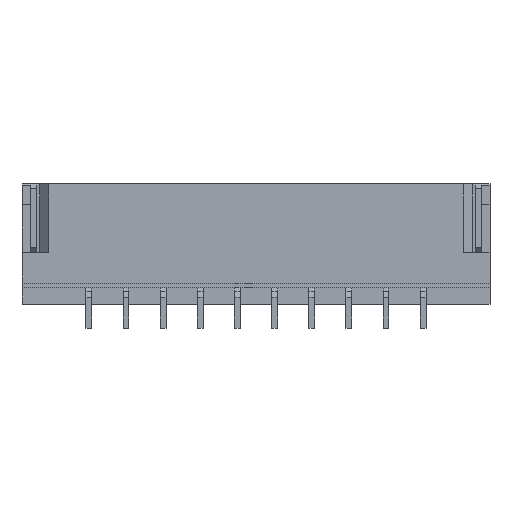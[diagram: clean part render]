
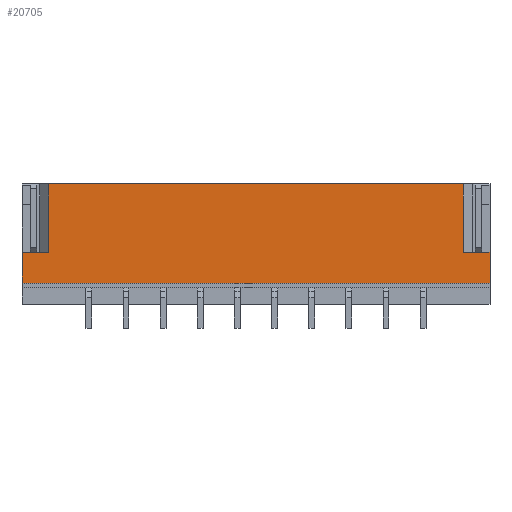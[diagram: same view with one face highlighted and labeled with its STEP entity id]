
A CAD part, front view. The second image highlights one B-rep face of the part: STEP entity #20705.
In plain terms, the highlighted planar face has unit normal (0, -1, 0).
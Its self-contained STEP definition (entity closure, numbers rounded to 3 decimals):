
#169 = ORIENTED_EDGE ( 'NONE', *, *, #3114, .T. ) ;
#777 = DIRECTION ( 'NONE',  ( -1., 0., 0. ) ) ;
#847 = CARTESIAN_POINT ( 'NONE',  ( -7.875, 0.18, 0. ) ) ;
#852 = LINE ( 'NONE', #12226, #2363 ) ;
#868 = ORIENTED_EDGE ( 'NONE', *, *, #16721, .F. ) ;
#946 = DIRECTION ( 'NONE',  ( -1., 0., 0. ) ) ;
#1619 = VECTOR ( 'NONE', #10428, 1000. ) ;
#2363 = VECTOR ( 'NONE', #8959, 1000. ) ;
#2392 = CARTESIAN_POINT ( 'NONE',  ( -7.875, 0.18, -0.275 ) ) ;
#2625 = VERTEX_POINT ( 'NONE', #7196 ) ;
#2683 = PLANE ( 'NONE',  #15062 ) ;
#2833 = CARTESIAN_POINT ( 'NONE',  ( 7.275, 0.18, -0.275 ) ) ;
#2869 = LINE ( 'NONE', #20315, #8925 ) ;
#2900 = VERTEX_POINT ( 'NONE', #19527 ) ;
#3114 = EDGE_CURVE ( 'NONE', #8026, #15414, #11736, .T. ) ;
#3645 = VECTOR ( 'NONE', #6283, 1000. ) ;
#3961 = DIRECTION ( 'NONE',  ( 0., 1., 0. ) ) ;
#3974 = EDGE_CURVE ( 'NONE', #2900, #10586, #17252, .T. ) ;
#4504 = ORIENTED_EDGE ( 'NONE', *, *, #3974, .T. ) ;
#4683 = CARTESIAN_POINT ( 'NONE',  ( -6.975, 0.18, -0.275 ) ) ;
#5373 = VECTOR ( 'NONE', #15725, 1000. ) ;
#5780 = DIRECTION ( 'NONE',  ( 0., 0., 1. ) ) ;
#6283 = DIRECTION ( 'NONE',  ( -1., 0., 0. ) ) ;
#6744 = EDGE_CURVE ( 'NONE', #15414, #14558, #18950, .T. ) ;
#6789 = ORIENTED_EDGE ( 'NONE', *, *, #20665, .F. ) ;
#7196 = CARTESIAN_POINT ( 'NONE',  ( -7.875, 0.18, -1.315 ) ) ;
#7342 = VERTEX_POINT ( 'NONE', #15298 ) ;
#7697 = LINE ( 'NONE', #16008, #3645 ) ;
#7760 = EDGE_CURVE ( 'NONE', #19023, #2625, #7697, .T. ) ;
#8026 = VERTEX_POINT ( 'NONE', #18750 ) ;
#8925 = VECTOR ( 'NONE', #946, 1000. ) ;
#8959 = DIRECTION ( 'NONE',  ( 0., 0., -1. ) ) ;
#9444 = ORIENTED_EDGE ( 'NONE', *, *, #6744, .T. ) ;
#9682 = ORIENTED_EDGE ( 'NONE', *, *, #7760, .F. ) ;
#9735 = EDGE_CURVE ( 'NONE', #14558, #2625, #15758, .T. ) ;
#10428 = DIRECTION ( 'NONE',  ( 0., 0., -1. ) ) ;
#10586 = VERTEX_POINT ( 'NONE', #18664 ) ;
#10600 = CARTESIAN_POINT ( 'NONE',  ( 7.875, 0.18, 0. ) ) ;
#11736 = LINE ( 'NONE', #18396, #1619 ) ;
#12136 = DIRECTION ( 'NONE',  ( 0., 0., -1. ) ) ;
#12184 = VECTOR ( 'NONE', #19071, 1000. ) ;
#12226 = CARTESIAN_POINT ( 'NONE',  ( 7.875, 0.18, 0. ) ) ;
#13749 = FACE_OUTER_BOUND ( 'NONE', #18188, .T. ) ;
#14558 = VERTEX_POINT ( 'NONE', #2392 ) ;
#14733 = VECTOR ( 'NONE', #12136, 1000. ) ;
#15062 = AXIS2_PLACEMENT_3D ( 'NONE', #10600, #3961, #5780 ) ;
#15144 = VECTOR ( 'NONE', #777, 1000. ) ;
#15298 = CARTESIAN_POINT ( 'NONE',  ( 7.875, 0.18, -0.275 ) ) ;
#15414 = VERTEX_POINT ( 'NONE', #4683 ) ;
#15725 = DIRECTION ( 'NONE',  ( 1., 0., 0. ) ) ;
#15758 = LINE ( 'NONE', #847, #14733 ) ;
#15789 = EDGE_CURVE ( 'NONE', #10586, #8026, #2869, .T. ) ;
#16008 = CARTESIAN_POINT ( 'NONE',  ( 7.875, 0.18, -1.315 ) ) ;
#16080 = ORIENTED_EDGE ( 'NONE', *, *, #15789, .T. ) ;
#16684 = CARTESIAN_POINT ( 'NONE',  ( -7.275, 0.18, -0.275 ) ) ;
#16721 = EDGE_CURVE ( 'NONE', #2900, #7342, #19574, .T. ) ;
#17122 = CARTESIAN_POINT ( 'NONE',  ( 7.875, 0.18, -1.315 ) ) ;
#17252 = LINE ( 'NONE', #18925, #12184 ) ;
#18188 = EDGE_LOOP ( 'NONE', ( #868, #4504, #16080, #169, #9444, #18411, #9682, #6789 ) ) ;
#18396 = CARTESIAN_POINT ( 'NONE',  ( -6.975, 0.18, -0.275 ) ) ;
#18411 = ORIENTED_EDGE ( 'NONE', *, *, #9735, .T. ) ;
#18664 = CARTESIAN_POINT ( 'NONE',  ( 6.975, 0.18, 2.025 ) ) ;
#18750 = CARTESIAN_POINT ( 'NONE',  ( -6.975, 0.18, 2.025 ) ) ;
#18925 = CARTESIAN_POINT ( 'NONE',  ( 6.975, 0.18, 2.025 ) ) ;
#18950 = LINE ( 'NONE', #16684, #15144 ) ;
#19023 = VERTEX_POINT ( 'NONE', #17122 ) ;
#19071 = DIRECTION ( 'NONE',  ( 0., 0., 1. ) ) ;
#19527 = CARTESIAN_POINT ( 'NONE',  ( 6.975, 0.18, -0.275 ) ) ;
#19574 = LINE ( 'NONE', #2833, #5373 ) ;
#20315 = CARTESIAN_POINT ( 'NONE',  ( 7.875, 0.18, 2.025 ) ) ;
#20665 = EDGE_CURVE ( 'NONE', #7342, #19023, #852, .T. ) ;
#20705 = ADVANCED_FACE ( 'NONE', ( #13749 ), #2683, .F. ) ;
